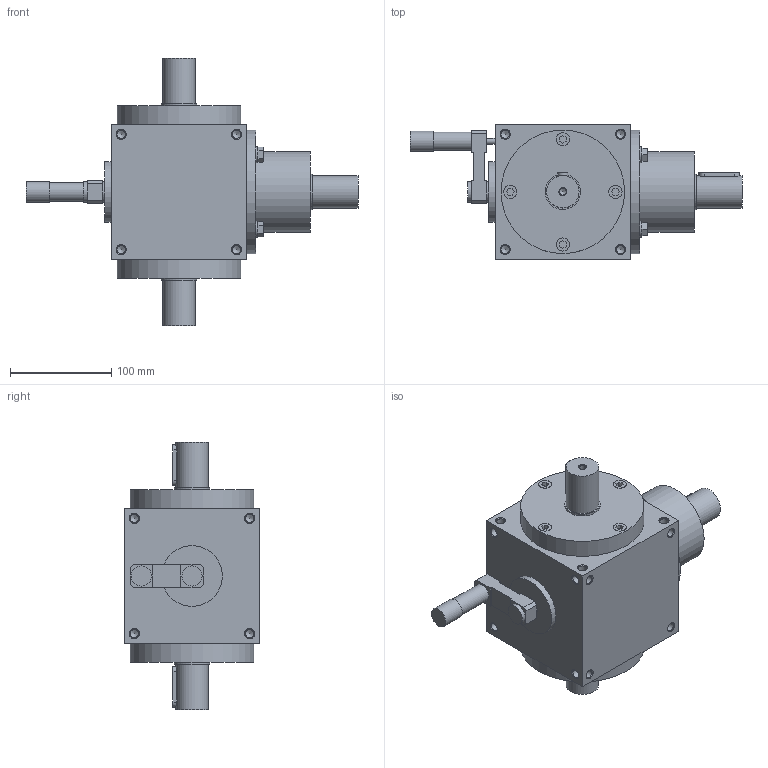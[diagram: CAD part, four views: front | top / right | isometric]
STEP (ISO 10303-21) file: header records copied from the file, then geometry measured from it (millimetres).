
FILE_DESCRIPTION( ( 'STEP AP214' ), '1' );
FILE_NAME( 'RIS134_RIS-A_R.1_1_SEL1.stp', '2018-08-15T15:04:31', ( '' ), ( '' ), ' ', 'PARTsolutions', ' ' );
FILE_SCHEMA( ( 'AUTOMOTIVE_DESIGN { 1 0 10303 214 1 1 1 1 }' ) );
Length unit declared in the file: millimetre
Products named in the file (6): RIS134_RIS-A_R.1/1_SEL1; _RIS1341-case; _RIS134-shaft; _RIS134-selector; _RC_RR134-screw; _RIS134-proshaft
Assembly tree (9 placements, depth 2):
  RIS134_RIS-A_R.1/1_SEL1
    _RIS1341-case
    _RIS134-shaft
    _RIS134-selector
    _RC_RR134-screw  x4
    _RIS134-proshaft  x2
Bounding box: 328 x 134 x 264 mm (x, y, z)
Volume: 3346935 mm3; surface area: 243576.6 mm2
Topology: 9 solids, 9 shells, 318 faces, 819 edges, 524 vertices
Faces by surface type: plane 153, cylinder 87, cone 78
Full cylindrical faces by diameter (mm): 6 x1, 6.647 x3, 8.376 x48, 13 x8, 16 x4, 18 x1, 20 x3, 32 x3, 35 x5, 60 x1, 80 x1, 122 x3
Entity records: 9204 total; most frequent: CARTESIAN_POINT 1345, DIRECTION 1234, ORIENTED_EDGE 964, AXIS2_PLACEMENT_3D 501, EDGE_CURVE 482, EDGE_LOOP 418, VERTEX_POINT 388, FACE_OUTER_BOUND 332
